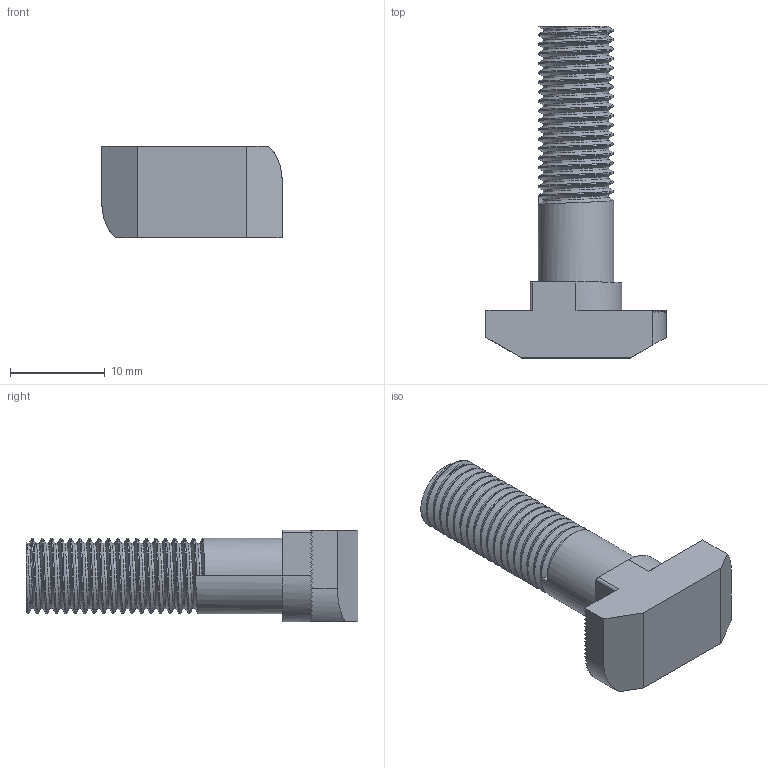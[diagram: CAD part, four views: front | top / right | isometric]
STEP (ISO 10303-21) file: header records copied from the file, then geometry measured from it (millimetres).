
FILE_DESCRIPTION (( 'STEP AP203' ), '1' );
FILE_NAME ('084.301.063.STEP', '2018-03-16T07:54:44', ( '' ), ( '' ), 'SwSTEP 2.0', 'SolidWorks 2016', '' );
FILE_SCHEMA (( 'CONFIG_CONTROL_DESIGN' ));
Length unit declared in the file: millimetre
Products named in the file (1): 084.301.063
Bounding box: 19 x 35 x 9.7 mm (x, y, z)
Volume: 2296.6 mm3; surface area: 1650.5 mm2
Topology: 1 solids, 1 shells, 139 faces, 404 edges, 268 vertices
Faces by surface type: plane 92, cylinder 44, bspline 3
Entity records: 7395 total; most frequent: CARTESIAN_POINT 4111, ORIENTED_EDGE 808, DIRECTION 530, EDGE_CURVE 404, VERTEX_POINT 268, LINE 242, VECTOR 242, AXIS2_PLACEMENT_3D 144
